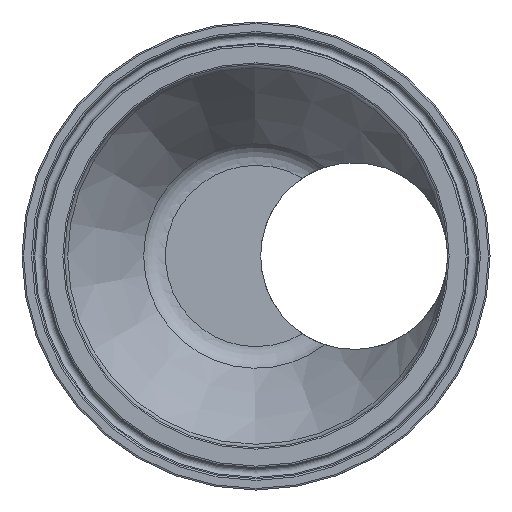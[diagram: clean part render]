
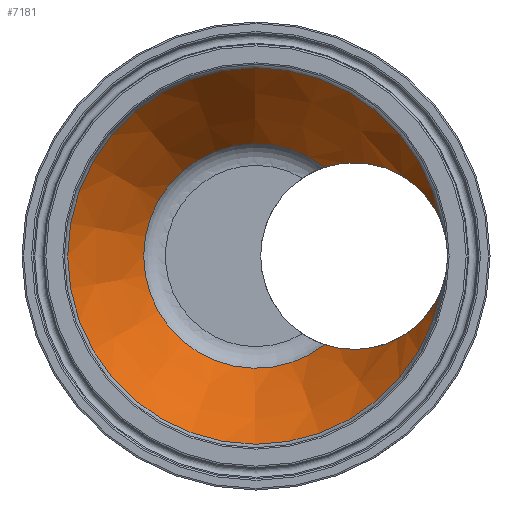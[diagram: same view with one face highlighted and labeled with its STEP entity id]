
A CAD part, left-side view. The second image highlights one B-rep face of the part: STEP entity #7181.
In plain terms, the highlighted conical face has half-angle 30 degrees and reference radius 37.693 mm.
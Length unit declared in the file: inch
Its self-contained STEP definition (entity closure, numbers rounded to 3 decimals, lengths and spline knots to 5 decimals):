
#27=CONICAL_SURFACE('',#7587,1.48399,30.);
#861=FACE_OUTER_BOUND('',#1301,.T.);
#1301=EDGE_LOOP('',(#6676,#6677,#6678,#6679));
#1726=B_SPLINE_CURVE_WITH_KNOTS('',3,(#15853,#15854,#15855,#15856,#15857,
#15858,#15859,#15860,#15861,#15862,#15863,#15864,#15865,#15866,#15867,#15868,
#15869,#15870,#15871,#15872,#15873,#15874,#15875,#15876,#15877),
 .UNSPECIFIED.,.F.,.F.,(4,3,3,3,3,3,3,3,4),(1.15781,2.60435,
3.43403,3.82799,4.17226,4.86958,5.53858,
5.72001,5.92305),.UNSPECIFIED.);
#1729=B_SPLINE_CURVE_WITH_KNOTS('',3,(#15900,#15901,#15902,#15903,#15904,
#15905,#15906,#15907,#15908,#15909,#15910,#15911,#15912,#15913,#15914,#15915,
#15916,#15917,#15918,#15919,#15920,#15921,#15922,#15923,#15924),
 .UNSPECIFIED.,.F.,.F.,(4,3,3,3,3,3,3,3,4),(7.63855,7.90551,
8.09842,8.76931,9.23512,9.51546,9.76046,
11.23433,12.4038),.UNSPECIFIED.);
#1874=CIRCLE('',#7576,1.88351);
#1878=CIRCLE('',#7585,1.12314);
#3507=VERTEX_POINT('',#15838);
#3508=VERTEX_POINT('',#15845);
#3509=VERTEX_POINT('',#15852);
#3512=VERTEX_POINT('',#15889);
#4565=EDGE_CURVE('',#3509,#3508,#1726,.T.);
#4569=EDGE_CURVE('',#3507,#3512,#1729,.T.);
#4574=EDGE_CURVE('',#3507,#3508,#1874,.T.);
#4578=EDGE_CURVE('',#3509,#3512,#1878,.T.);
#6676=ORIENTED_EDGE('',*,*,#4565,.T.);
#6677=ORIENTED_EDGE('',*,*,#4574,.F.);
#6678=ORIENTED_EDGE('',*,*,#4569,.T.);
#6679=ORIENTED_EDGE('',*,*,#4578,.F.);
#7181=ADVANCED_FACE('',(#861),#27,.F.);
#7576=AXIS2_PLACEMENT_3D('',#15935,#8831,#8832);
#7585=AXIS2_PLACEMENT_3D('',#15947,#8849,#8850);
#7587=AXIS2_PLACEMENT_3D('',#15949,#8853,#8854);
#8831=DIRECTION('center_axis',(1.,0.,0.));
#8832=DIRECTION('ref_axis',(0.,1.,0.));
#8849=DIRECTION('center_axis',(-1.,0.,0.));
#8850=DIRECTION('ref_axis',(0.,1.,0.));
#8853=DIRECTION('center_axis',(-1.,0.,0.));
#8854=DIRECTION('ref_axis',(0.,-1.,0.));
#15838=CARTESIAN_POINT('',(0.55801,-1.85219,-0.34205));
#15845=CARTESIAN_POINT('',(0.55801,-1.85219,0.34205));
#15852=CARTESIAN_POINT('',(1.875,-0.68816,0.88763));
#15853=CARTESIAN_POINT('Ctrl Pts',(1.875,-0.68816,0.88763));
#15854=CARTESIAN_POINT('Ctrl Pts',(1.70954,-0.79742,
0.9238));
#15855=CARTESIAN_POINT('Ctrl Pts',(1.54536,-0.92024,0.94162));
#15856=CARTESIAN_POINT('Ctrl Pts',(1.39123,-1.04733,0.93271));
#15857=CARTESIAN_POINT('Ctrl Pts',(1.30283,-1.12022,0.92761));
#15858=CARTESIAN_POINT('Ctrl Pts',(1.21769,-1.19443,0.9138));
#15859=CARTESIAN_POINT('Ctrl Pts',(1.13717,-1.26777,0.89026));
#15860=CARTESIAN_POINT('Ctrl Pts',(1.09893,-1.3026,0.87908));
#15861=CARTESIAN_POINT('Ctrl Pts',(1.06173,-1.33722,0.86571));
#15862=CARTESIAN_POINT('Ctrl Pts',(1.0257,-1.3714,0.85005));
#15863=CARTESIAN_POINT('Ctrl Pts',(0.99421,-1.40127,0.83637));
#15864=CARTESIAN_POINT('Ctrl Pts',(0.96391,-1.43051,
0.82115));
#15865=CARTESIAN_POINT('Ctrl Pts',(0.93315,-1.46065,
0.80319));
#15866=CARTESIAN_POINT('Ctrl Pts',(0.87086,-1.5217,0.76681));
#15867=CARTESIAN_POINT('Ctrl Pts',(0.80867,-1.58475,
0.71942));
#15868=CARTESIAN_POINT('Ctrl Pts',(0.75323,-1.64248,
0.66181));
#15869=CARTESIAN_POINT('Ctrl Pts',(0.70003,-1.69786,
0.60654));
#15870=CARTESIAN_POINT('Ctrl Pts',(0.65304,-1.74825,
0.5418));
#15871=CARTESIAN_POINT('Ctrl Pts',(0.61571,-1.78886,
0.47245));
#15872=CARTESIAN_POINT('Ctrl Pts',(0.60559,-1.79987,
0.45364));
#15873=CARTESIAN_POINT('Ctrl Pts',(0.59609,-1.81025,
0.43445));
#15874=CARTESIAN_POINT('Ctrl Pts',(0.5869,-1.82034,
0.41402));
#15875=CARTESIAN_POINT('Ctrl Pts',(0.57661,-1.83163,
0.39116));
#15876=CARTESIAN_POINT('Ctrl Pts',(0.5669,-1.84235,
0.36708));
#15877=CARTESIAN_POINT('Ctrl Pts',(0.55801,-1.85219,0.34205));
#15889=CARTESIAN_POINT('',(1.875,-0.68816,-0.88763));
#15900=CARTESIAN_POINT('Ctrl Pts',(0.55801,-1.85219,-0.34205));
#15901=CARTESIAN_POINT('Ctrl Pts',(0.56969,-1.83925,
-0.37496));
#15902=CARTESIAN_POINT('Ctrl Pts',(0.58282,-1.82479,
-0.40622));
#15903=CARTESIAN_POINT('Ctrl Pts',(0.59677,-1.80952,-0.43524));
#15904=CARTESIAN_POINT('Ctrl Pts',(0.60686,-1.79849,
-0.45622));
#15905=CARTESIAN_POINT('Ctrl Pts',(0.61732,-1.78708,-0.47603));
#15906=CARTESIAN_POINT('Ctrl Pts',(0.62869,-1.77477,
-0.49573));
#15907=CARTESIAN_POINT('Ctrl Pts',(0.66823,-1.73194,
-0.56422));
#15908=CARTESIAN_POINT('Ctrl Pts',(0.71723,-1.67967,
-0.62732));
#15909=CARTESIAN_POINT('Ctrl Pts',(0.77189,-1.6231,-0.6806));
#15910=CARTESIAN_POINT('Ctrl Pts',(0.80985,-1.58383,
-0.71759));
#15911=CARTESIAN_POINT('Ctrl Pts',(0.8505,-1.54253,
-0.74999));
#15912=CARTESIAN_POINT('Ctrl Pts',(0.89189,-1.50138,
-0.77748));
#15913=CARTESIAN_POINT('Ctrl Pts',(0.9168,-1.47662,-0.79402));
#15914=CARTESIAN_POINT('Ctrl Pts',(0.94197,-1.45192,
-0.8088));
#15915=CARTESIAN_POINT('Ctrl Pts',(0.96689,-1.42778,-0.82189));
#15916=CARTESIAN_POINT('Ctrl Pts',(0.98868,-1.40668,
-0.83334));
#15917=CARTESIAN_POINT('Ctrl Pts',(1.01058,-1.3857,-0.84368));
#15918=CARTESIAN_POINT('Ctrl Pts',(1.03308,-1.36441,-0.85322));
#15919=CARTESIAN_POINT('Ctrl Pts',(1.16847,-1.23632,-0.91063));
#15920=CARTESIAN_POINT('Ctrl Pts',(1.32023,-1.10235,-0.93595));
#15921=CARTESIAN_POINT('Ctrl Pts',(1.48083,-0.97482,
-0.93497));
#15922=CARTESIAN_POINT('Ctrl Pts',(1.60826,-0.87362,
-0.93419));
#15923=CARTESIAN_POINT('Ctrl Pts',(1.74124,-0.77649,
-0.91687));
#15924=CARTESIAN_POINT('Ctrl Pts',(1.875,-0.68816,-0.88763));
#15935=CARTESIAN_POINT('Origin',(0.55801,0.,
0.));
#15947=CARTESIAN_POINT('Origin',(1.875,0.,0.));
#15949=CARTESIAN_POINT('Origin',(1.25,0.,0.));
